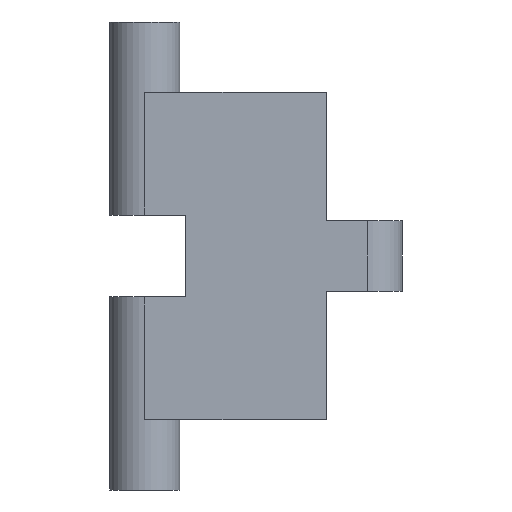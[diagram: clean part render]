
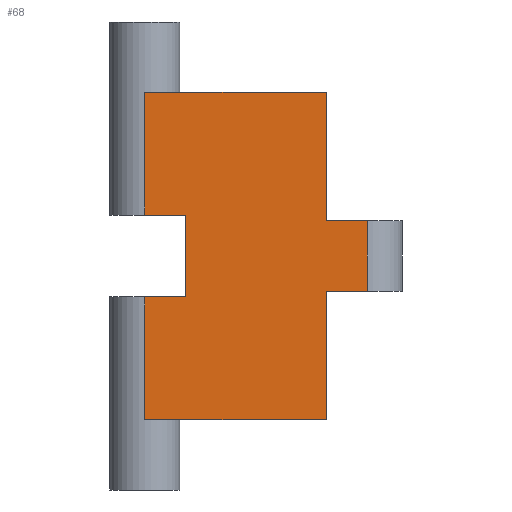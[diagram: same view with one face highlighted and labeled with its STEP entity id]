
A CAD part, front view. The second image highlights one B-rep face of the part: STEP entity #68.
In plain terms, the highlighted planar face has unit normal (0, -1, 0).
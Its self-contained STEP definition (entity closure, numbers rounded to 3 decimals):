
#68=ADVANCED_FACE('',(#168),#170,.T.);
#168=FACE_BOUND('',#169,.T.);
#169=EDGE_LOOP('',(#385,#386,#387,#388,#389,#390,#391,#392,#393,#394,#395,#396));
#170=PLANE('',#171);
#171=AXIS2_PLACEMENT_3D('',#172,#173,#174);
#172=CARTESIAN_POINT('',(0.,-6.,0.));
#173=DIRECTION('',(0.,-1.,0.));
#174=DIRECTION('',(1.,0.,0.));
#385=ORIENTED_EDGE('',*,*,#515,.F.);
#386=ORIENTED_EDGE('',*,*,#516,.F.);
#387=ORIENTED_EDGE('',*,*,#517,.F.);
#388=ORIENTED_EDGE('',*,*,#518,.F.);
#389=ORIENTED_EDGE('',*,*,#519,.F.);
#390=ORIENTED_EDGE('',*,*,#495,.F.);
#391=ORIENTED_EDGE('',*,*,#491,.F.);
#392=ORIENTED_EDGE('',*,*,#494,.F.);
#393=ORIENTED_EDGE('',*,*,#520,.F.);
#394=ORIENTED_EDGE('',*,*,#521,.F.);
#395=ORIENTED_EDGE('',*,*,#522,.F.);
#396=ORIENTED_EDGE('',*,*,#523,.F.);
#491=EDGE_CURVE('',#568,#563,#570,.T.);
#494=EDGE_CURVE('',#573,#568,#575,.T.);
#495=EDGE_CURVE('',#563,#576,#577,.T.);
#515=EDGE_CURVE('',#614,#615,#616,.T.);
#516=EDGE_CURVE('',#617,#614,#618,.T.);
#517=EDGE_CURVE('',#619,#617,#620,.T.);
#518=EDGE_CURVE('',#621,#619,#622,.T.);
#519=EDGE_CURVE('',#576,#621,#623,.T.);
#520=EDGE_CURVE('',#624,#573,#625,.T.);
#521=EDGE_CURVE('',#626,#624,#627,.T.);
#522=EDGE_CURVE('',#628,#626,#629,.T.);
#523=EDGE_CURVE('',#615,#628,#630,.T.);
#563=VERTEX_POINT('',#698);
#568=VERTEX_POINT('',#708);
#570=LINE('',#713,#714);
#573=VERTEX_POINT('',#720);
#575=LINE('',#725,#726);
#576=VERTEX_POINT('',#728);
#577=LINE('',#729,#730);
#614=VERTEX_POINT('',#807);
#615=VERTEX_POINT('',#808);
#616=LINE('',#809,#810);
#617=VERTEX_POINT('',#812);
#618=LINE('',#813,#814);
#619=VERTEX_POINT('',#816);
#620=LINE('',#817,#818);
#621=VERTEX_POINT('',#820);
#622=LINE('',#821,#822);
#623=LINE('',#824,#825);
#624=VERTEX_POINT('',#827);
#625=LINE('',#828,#829);
#626=VERTEX_POINT('',#831);
#627=LINE('',#832,#833);
#628=VERTEX_POINT('',#835);
#629=LINE('',#836,#837);
#630=LINE('',#839,#840);
#698=CARTESIAN_POINT('',(-6.,-6.,-3.5));
#708=CARTESIAN_POINT('',(-9.5,-6.,-3.5));
#713=CARTESIAN_POINT('',(-9.5,-6.,-3.5));
#714=VECTOR('',#715,1.);
#715=DIRECTION('',(1.,0.,0.));
#720=CARTESIAN_POINT('',(-9.5,-6.,-14.));
#725=CARTESIAN_POINT('',(-9.5,-6.,-14.));
#726=VECTOR('',#727,1.);
#727=DIRECTION('',(0.,0.,1.));
#728=CARTESIAN_POINT('',(-6.,-6.,3.5));
#729=CARTESIAN_POINT('',(-6.,-6.,-3.5));
#730=VECTOR('',#731,1.);
#731=DIRECTION('',(0.,0.,1.));
#807=CARTESIAN_POINT('',(6.,-6.,3.));
#808=CARTESIAN_POINT('',(9.5,-6.,3.));
#809=CARTESIAN_POINT('',(6.,-6.,3.));
#810=VECTOR('',#811,1.);
#811=DIRECTION('',(1.,0.,0.));
#812=CARTESIAN_POINT('',(6.,-6.,14.));
#813=CARTESIAN_POINT('',(6.,-6.,14.));
#814=VECTOR('',#815,1.);
#815=DIRECTION('',(0.,0.,-1.));
#816=CARTESIAN_POINT('',(-9.5,-6.,14.));
#817=CARTESIAN_POINT('',(-9.5,-6.,14.));
#818=VECTOR('',#819,1.);
#819=DIRECTION('',(1.,0.,0.));
#820=CARTESIAN_POINT('',(-9.5,-6.,3.5));
#821=CARTESIAN_POINT('',(-9.5,-6.,3.5));
#822=VECTOR('',#823,1.);
#823=DIRECTION('',(0.,0.,1.));
#824=CARTESIAN_POINT('',(-6.,-6.,3.5));
#825=VECTOR('',#826,1.);
#826=DIRECTION('',(-1.,0.,0.));
#827=CARTESIAN_POINT('',(6.,-6.,-14.));
#828=CARTESIAN_POINT('',(6.,-6.,-14.));
#829=VECTOR('',#830,1.);
#830=DIRECTION('',(-1.,0.,0.));
#831=CARTESIAN_POINT('',(6.,-6.,-3.));
#832=CARTESIAN_POINT('',(6.,-6.,-3.));
#833=VECTOR('',#834,1.);
#834=DIRECTION('',(0.,0.,-1.));
#835=CARTESIAN_POINT('',(9.5,-6.,-3.));
#836=CARTESIAN_POINT('',(9.5,-6.,-3.));
#837=VECTOR('',#838,1.);
#838=DIRECTION('',(-1.,0.,0.));
#839=CARTESIAN_POINT('',(9.5,-6.,3.));
#840=VECTOR('',#841,1.);
#841=DIRECTION('',(0.,0.,-1.));
